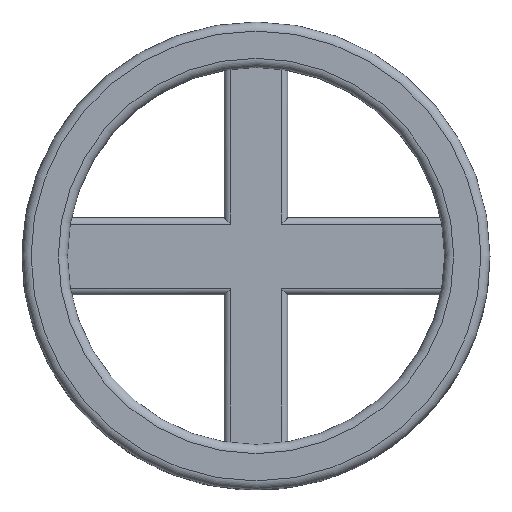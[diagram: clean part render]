
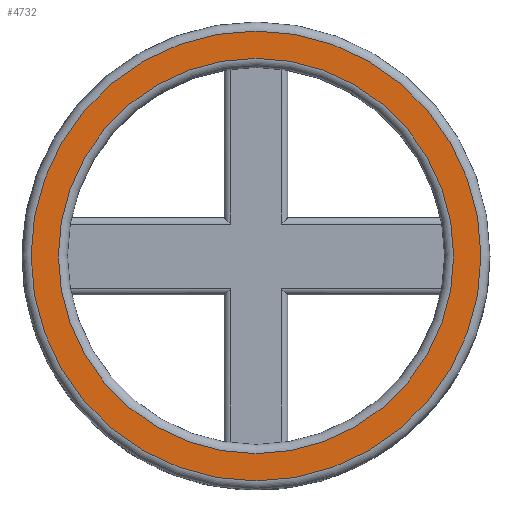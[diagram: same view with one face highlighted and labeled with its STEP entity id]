
A CAD part, top view. The second image highlights one B-rep face of the part: STEP entity #4732.
In plain terms, the highlighted planar face has unit normal (0, 0, 1).
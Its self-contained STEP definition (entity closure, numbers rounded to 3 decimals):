
#3353 = TOROIDAL_SURFACE('',#3354,24.75,1.);
#3354 = AXIS2_PLACEMENT_3D('',#3355,#3356,#3357);
#3355 = CARTESIAN_POINT('',(0.,0.,21.));
#3356 = DIRECTION('',(0.,0.,1.));
#3357 = DIRECTION('',(1.,0.,-0.));
#3753 = TOROIDAL_SURFACE('',#3754,21.75,1.);
#3754 = AXIS2_PLACEMENT_3D('',#3755,#3756,#3757);
#3755 = CARTESIAN_POINT('',(0.,0.,21.));
#3756 = DIRECTION('',(0.,0.,1.));
#3757 = DIRECTION('',(1.,0.,0.));
#4618 = VERTEX_POINT('',#4619);
#4619 = CARTESIAN_POINT('',(24.75,0.,22.));
#4641 = EDGE_CURVE('',#4618,#4618,#4642,.T.);
#4642 = SURFACE_CURVE('',#4643,(#4648,#4655),.PCURVE_S1.);
#4643 = CIRCLE('',#4644,24.75);
#4644 = AXIS2_PLACEMENT_3D('',#4645,#4646,#4647);
#4645 = CARTESIAN_POINT('',(0.,0.,22.));
#4646 = DIRECTION('',(0.,0.,1.));
#4647 = DIRECTION('',(1.,0.,-0.));
#4648 = PCURVE('',#3353,#4649);
#4649 = DEFINITIONAL_REPRESENTATION('',(#4650),#4654);
#4650 = LINE('',#4651,#4652);
#4651 = CARTESIAN_POINT('',(0.,1.571));
#4652 = VECTOR('',#4653,1.);
#4653 = DIRECTION('',(1.,0.));
#4654 = ( GEOMETRIC_REPRESENTATION_CONTEXT(2) 
PARAMETRIC_REPRESENTATION_CONTEXT() REPRESENTATION_CONTEXT('2D SPACE',''
  ) );
#4655 = PCURVE('',#4656,#4661);
#4656 = PLANE('',#4657);
#4657 = AXIS2_PLACEMENT_3D('',#4658,#4659,#4660);
#4658 = CARTESIAN_POINT('',(0.,0.,22.)
  );
#4659 = DIRECTION('',(0.,0.,1.));
#4660 = DIRECTION('',(1.,0.,-0.));
#4661 = DEFINITIONAL_REPRESENTATION('',(#4662),#4666);
#4662 = CIRCLE('',#4663,24.75);
#4663 = AXIS2_PLACEMENT_2D('',#4664,#4665);
#4664 = CARTESIAN_POINT('',(0.,0.));
#4665 = DIRECTION('',(1.,0.));
#4666 = ( GEOMETRIC_REPRESENTATION_CONTEXT(2) 
PARAMETRIC_REPRESENTATION_CONTEXT() REPRESENTATION_CONTEXT('2D SPACE',''
  ) );
#4688 = VERTEX_POINT('',#4689);
#4689 = CARTESIAN_POINT('',(21.75,0.,22.));
#4709 = EDGE_CURVE('',#4688,#4688,#4710,.T.);
#4710 = SURFACE_CURVE('',#4711,(#4716,#4723),.PCURVE_S1.);
#4711 = CIRCLE('',#4712,21.75);
#4712 = AXIS2_PLACEMENT_3D('',#4713,#4714,#4715);
#4713 = CARTESIAN_POINT('',(0.,0.,22.));
#4714 = DIRECTION('',(0.,0.,1.));
#4715 = DIRECTION('',(1.,0.,0.));
#4716 = PCURVE('',#3753,#4717);
#4717 = DEFINITIONAL_REPRESENTATION('',(#4718),#4722);
#4718 = LINE('',#4719,#4720);
#4719 = CARTESIAN_POINT('',(0.,1.571));
#4720 = VECTOR('',#4721,1.);
#4721 = DIRECTION('',(1.,0.));
#4722 = ( GEOMETRIC_REPRESENTATION_CONTEXT(2) 
PARAMETRIC_REPRESENTATION_CONTEXT() REPRESENTATION_CONTEXT('2D SPACE',''
  ) );
#4723 = PCURVE('',#4656,#4724);
#4724 = DEFINITIONAL_REPRESENTATION('',(#4725),#4729);
#4725 = CIRCLE('',#4726,21.75);
#4726 = AXIS2_PLACEMENT_2D('',#4727,#4728);
#4727 = CARTESIAN_POINT('',(0.,0.));
#4728 = DIRECTION('',(1.,0.));
#4729 = ( GEOMETRIC_REPRESENTATION_CONTEXT(2) 
PARAMETRIC_REPRESENTATION_CONTEXT() REPRESENTATION_CONTEXT('2D SPACE',''
  ) );
#4732 = ADVANCED_FACE('',(#4733,#4736),#4656,.T.);
#4733 = FACE_BOUND('',#4734,.T.);
#4734 = EDGE_LOOP('',(#4735));
#4735 = ORIENTED_EDGE('',*,*,#4641,.T.);
#4736 = FACE_BOUND('',#4737,.T.);
#4737 = EDGE_LOOP('',(#4738));
#4738 = ORIENTED_EDGE('',*,*,#4709,.F.);
